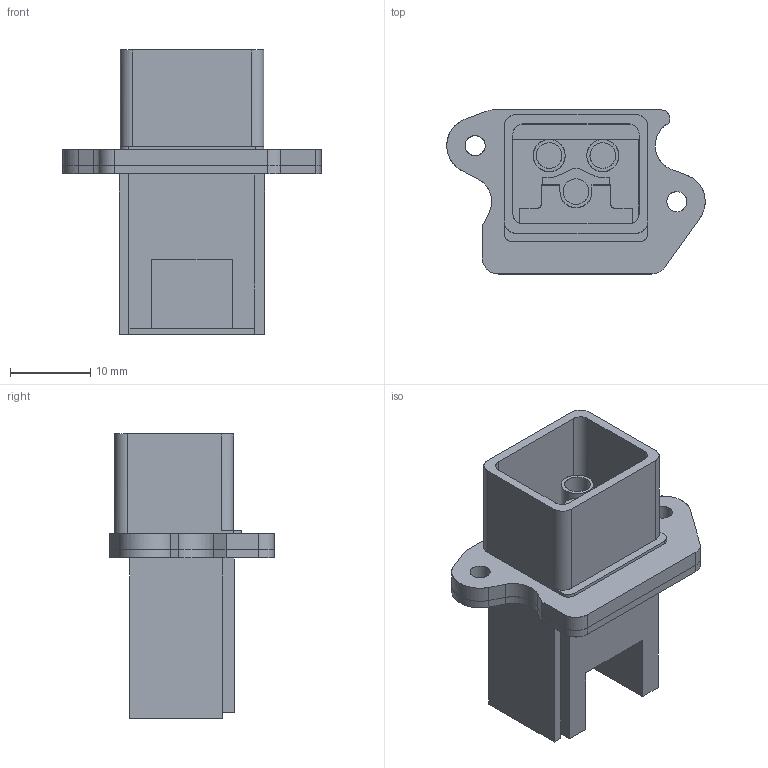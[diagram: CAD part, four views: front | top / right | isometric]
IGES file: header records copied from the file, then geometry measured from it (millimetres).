
Global section: file name: 09462453410_PFT_250V_crimp.igs; preprocessor: I-DEAS 3D IGES Translator 10; date: 20060518.095946; units: millimetre
Bounding box: 32.29 x 20.5 x 35.5 mm (x, y, z)
Surface area: 6688.8 mm2 (no closed solid volume)
Topology: 0 solids, 0 shells, 148 faces, 892 edges, 871 vertices
Faces by surface type: bspline 148
